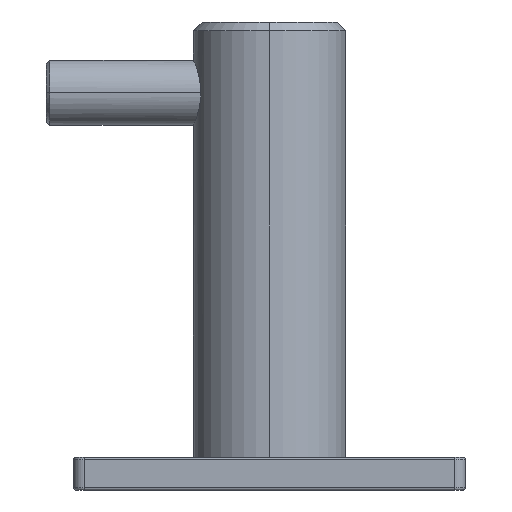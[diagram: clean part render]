
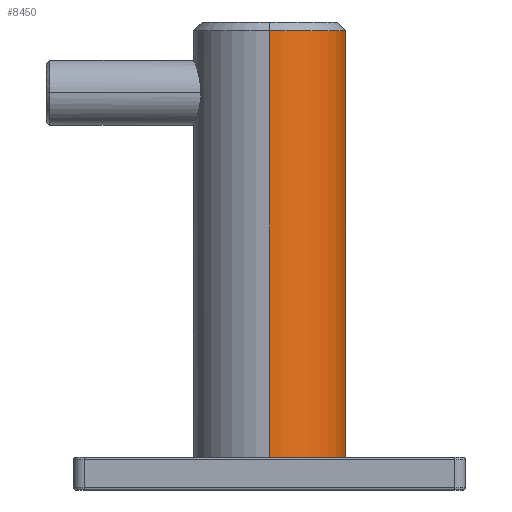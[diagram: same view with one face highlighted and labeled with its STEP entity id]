
A CAD part, left-side view. The second image highlights one B-rep face of the part: STEP entity #8450.
In plain terms, the highlighted cylindrical face has radius 7 mm (diameter 14 mm), a partial arc.
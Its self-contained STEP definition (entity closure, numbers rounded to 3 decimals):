
#5940=CARTESIAN_POINT('',(-121.5,68.,3.));
#5950=DIRECTION('',(0.,0.,1.));
#5960=DIRECTION('',(1.,0.,0.));
#5970=AXIS2_PLACEMENT_3D('',#5940,#5950,#5960);
#5980=CIRCLE('',#5970,7.);
#5990=CARTESIAN_POINT('',(-114.5,68.,3.));
#6000=VERTEX_POINT('',#5990);
#6010=CARTESIAN_POINT('',(-128.5,68.,3.));
#6020=VERTEX_POINT('',#6010);
#6050=EDGE_CURVE('',#6020,#6000,#5980,.T.);
#8140=CARTESIAN_POINT('',(-121.5,68.,3.));
#8150=DIRECTION('',(0.,0.,1.));
#8160=DIRECTION('',(1.,0.,0.));
#8170=AXIS2_PLACEMENT_3D('',#8140,#8150,#8160);
#8180=CYLINDRICAL_SURFACE('',#8170,7.);
#8190=CARTESIAN_POINT('',(-114.5,68.,3.));
#8200=DIRECTION('',(0.,0.,1.));
#8210=VECTOR('',#8200,1.);
#8220=LINE('',#8190,#8210);
#8230=CARTESIAN_POINT('',(-114.5,68.,42.2));
#8240=VERTEX_POINT('',#8230);
#8250=EDGE_CURVE('',#6000,#8240,#8220,.T.);
#8260=ORIENTED_EDGE('',*,*,#8250,.T.);
#8270=ORIENTED_EDGE('',*,*,#6050,.T.);
#8280=CARTESIAN_POINT('',(-128.5,68.,3.));
#8290=DIRECTION('',(0.,0.,1.));
#8300=VECTOR('',#8290,1.);
#8310=LINE('',#8280,#8300);
#8320=CARTESIAN_POINT('',(-128.5,68.,42.2));
#8330=VERTEX_POINT('',#8320);
#8340=EDGE_CURVE('',#6020,#8330,#8310,.T.);
#8350=ORIENTED_EDGE('',*,*,#8340,.F.);
#8360=CARTESIAN_POINT('',(-121.5,68.,42.2));
#8370=DIRECTION('',(0.,0.,1.));
#8380=DIRECTION('',(1.,0.,0.));
#8390=AXIS2_PLACEMENT_3D('',#8360,#8370,#8380);
#8400=CIRCLE('',#8390,7.);
#8410=EDGE_CURVE('',#8330,#8240,#8400,.T.);
#8420=ORIENTED_EDGE('',*,*,#8410,.F.);
#8430=EDGE_LOOP('',(#8420,#8350,#8270,#8260));
#8440=FACE_OUTER_BOUND('',#8430,.T.);
#8450=ADVANCED_FACE('',(#8440),#8180,.T.);
